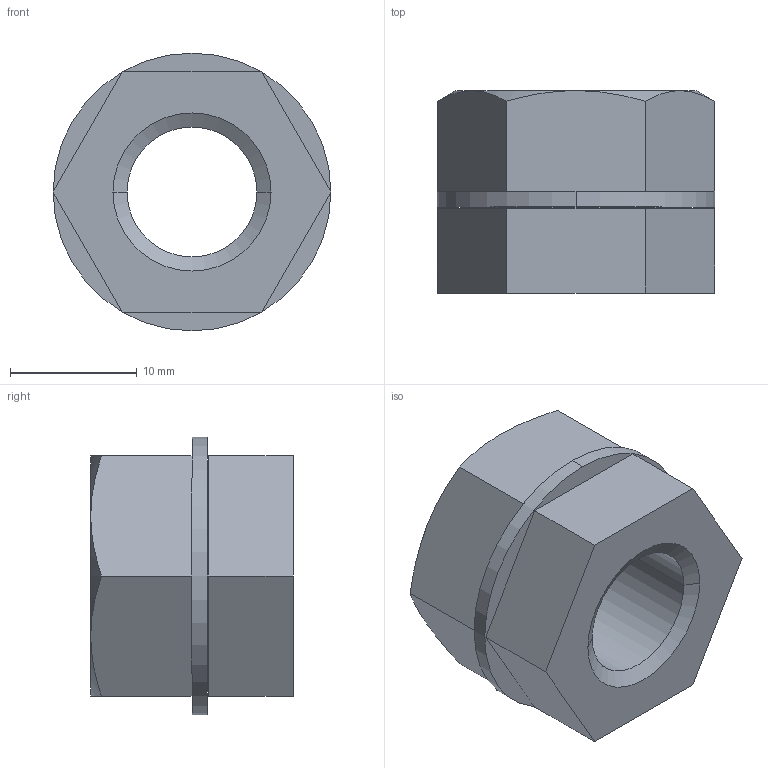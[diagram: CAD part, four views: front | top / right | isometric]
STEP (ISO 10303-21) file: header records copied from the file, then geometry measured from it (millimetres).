
FILE_DESCRIPTION((''),'2;1');
FILE_NAME('0RRIM012_____0','2019-10-29T15:50:52',('kim.bk'),(''),'CREO PARAMETRIC BY PTC INC, 2019010','CREO PARAMETRIC BY PTC INC, 2019010','');
FILE_SCHEMA(('CONFIG_CONTROL_DESIGN'));
Length unit declared in the file: millimetre
Products named in the file (1): 0RRIM012_____0
Bounding box: 21.94 x 16 x 21.94 mm (x, y, z)
Volume: 3696 mm3; surface area: 2956.3 mm2
Topology: 2 solids, 2 shells, 284 faces, 767 edges, 504 vertices
Faces by surface type: plane 264, cone 14, cylinder 6
Entity records: 8829 total; most frequent: CARTESIAN_POINT 1633, ORIENTED_EDGE 1534, DIRECTION 1359, EDGE_CURVE 767, VECTOR 719, LINE 719, VERTEX_POINT 504, AXIS2_PLACEMENT_3D 320
